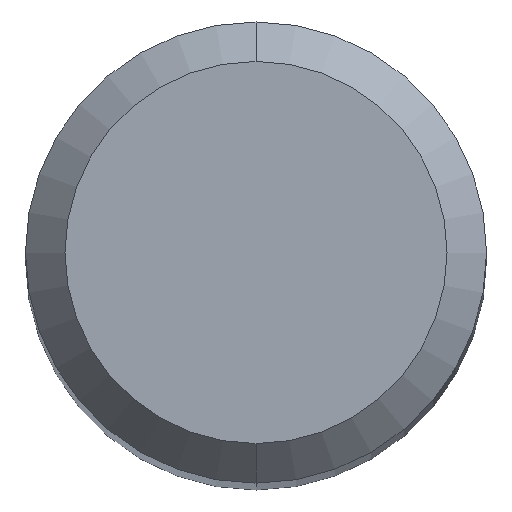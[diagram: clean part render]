
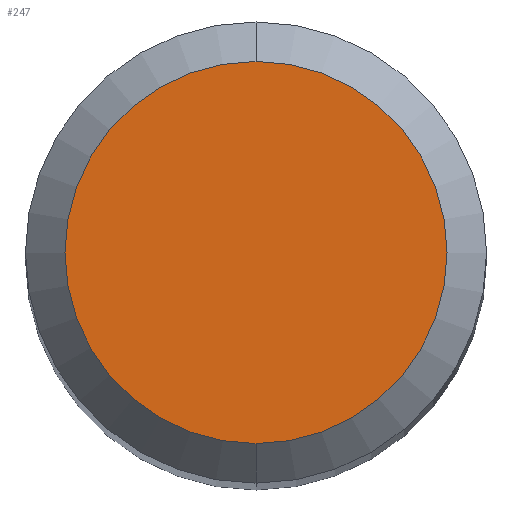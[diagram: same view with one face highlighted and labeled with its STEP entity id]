
A CAD part, top view. The second image highlights one B-rep face of the part: STEP entity #247.
In plain terms, the highlighted planar face has unit normal (0, 0, 1).
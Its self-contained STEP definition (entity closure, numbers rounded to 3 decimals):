
#247=ADVANCED_FACE('',(#638),#639,.T.);
#255=EDGE_CURVE('',#549,#501,#649,.T.);
#275=EDGE_CURVE('',#501,#549,#671,.T.);
#501=VERTEX_POINT('',#921);
#549=VERTEX_POINT('',#975);
#638=FACE_OUTER_BOUND('',#1071,.T.);
#639=PLANE('',#1072);
#649=CIRCLE('',#1085,1.45);
#671=CIRCLE('',#1141,1.45);
#921=CARTESIAN_POINT('',(0.,-1.45,0.0));
#975=CARTESIAN_POINT('',(0.0,1.45,0.0));
#1071=EDGE_LOOP('',(#1817,#1818));
#1072=AXIS2_PLACEMENT_3D('',#1819,#1820,#1821);
#1085=AXIS2_PLACEMENT_3D('',#1831,#1832,#1833);
#1141=AXIS2_PLACEMENT_3D('',#1853,#1854,#1855);
#1817=ORIENTED_EDGE('',*,*,#255,.F.);
#1818=ORIENTED_EDGE('',*,*,#275,.F.);
#1819=CARTESIAN_POINT('',(0.0,0.725,0.0));
#1820=DIRECTION('',(-0.0,0.0,1.0));
#1821=DIRECTION('',(0.0,-1.0,0.0));
#1831=CARTESIAN_POINT('',(0.0,0.0,0.0));
#1832=DIRECTION('',(0.0,0.0,-1.0));
#1833=DIRECTION('',(0.0,1.0,0.0));
#1853=CARTESIAN_POINT('',(0.0,0.0,0.0));
#1854=DIRECTION('',(0.0,0.0,-1.0));
#1855=DIRECTION('',(0.0,1.0,0.0));
